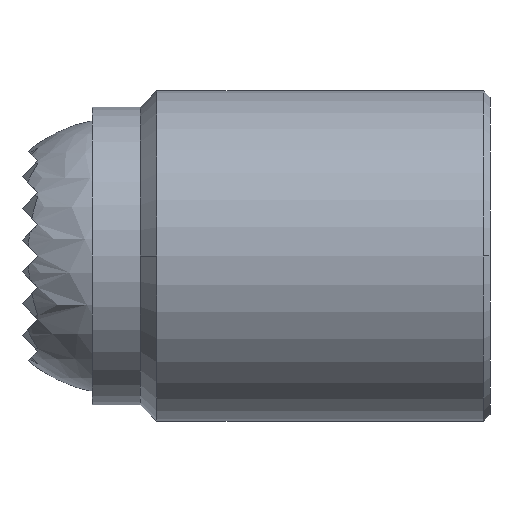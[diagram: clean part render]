
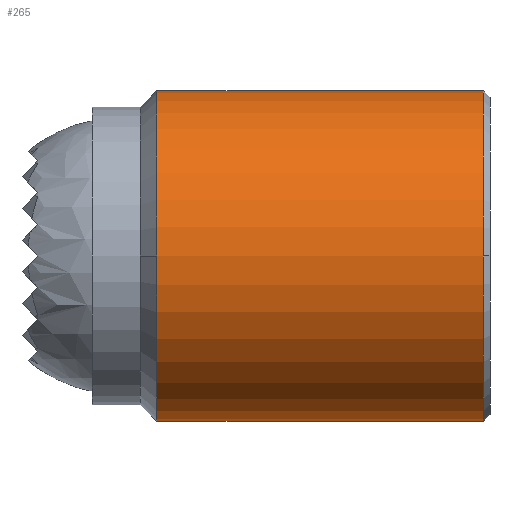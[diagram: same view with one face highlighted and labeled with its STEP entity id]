
A CAD part, front view. The second image highlights one B-rep face of the part: STEP entity #265.
In plain terms, the highlighted cylindrical face has radius 6 mm (diameter 12 mm), a partial arc.
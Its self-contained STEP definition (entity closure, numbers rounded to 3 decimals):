
#265=ADVANCED_FACE('',(#703),#704,.T.);
#703=FACE_OUTER_BOUND('',#1318,.T.);
#704=CYLINDRICAL_SURFACE('',#1319,6.0);
#1318=EDGE_LOOP('',(#2005,#2006,#2007,#2008,#2009,#2010));
#1319=AXIS2_PLACEMENT_3D('',#2011,#2012,#2013);
#2005=ORIENTED_EDGE('',*,*,#3404,.T.);
#2006=ORIENTED_EDGE('',*,*,#3413,.T.);
#2007=ORIENTED_EDGE('',*,*,#3448,.T.);
#2008=ORIENTED_EDGE('',*,*,#3406,.T.);
#2009=ORIENTED_EDGE('',*,*,#3451,.F.);
#2010=ORIENTED_EDGE('',*,*,#3400,.F.);
#2011=CARTESIAN_POINT('',(8.4,0.0,0.0));
#2012=DIRECTION('',(1.0,0.0,0.0));
#2013=DIRECTION('',(0.0,0.0,-1.0));
#3400=EDGE_CURVE('',#3965,#3967,#3968,.T.);
#3404=EDGE_CURVE('',#3965,#3973,#3974,.T.);
#3406=EDGE_CURVE('',#3977,#3975,#3978,.T.);
#3413=EDGE_CURVE('',#3973,#3987,#3989,.T.);
#3448=EDGE_CURVE('',#3987,#3977,#4037,.T.);
#3451=EDGE_CURVE('',#3967,#3975,#4040,.T.);
#3965=VERTEX_POINT('',#4694);
#3967=VERTEX_POINT('',#4696);
#3968=CIRCLE('',#4697,6.0);
#3973=VERTEX_POINT('',#4703);
#3974=LINE('',#4704,#4705);
#3975=VERTEX_POINT('',#4706);
#3977=VERTEX_POINT('',#4708);
#3978=LINE('',#4709,#4710);
#3987=VERTEX_POINT('',#4720);
#3989=CIRCLE('',#4723,6.0);
#4037=CIRCLE('',#4781,6.0);
#4040=CIRCLE('',#4784,6.0);
#4694=CARTESIAN_POINT('',(2.35,0.,-6.0));
#4696=CARTESIAN_POINT('',(2.35,-6.0,0.));
#4697=AXIS2_PLACEMENT_3D('',#5680,#5681,#5682);
#4703=CARTESIAN_POINT('',(14.21,0.,-6.0));
#4704=CARTESIAN_POINT('',(8.4,0.,-6.0));
#4705=VECTOR('',#5687,1.0);
#4706=CARTESIAN_POINT('',(2.35,0.,6.0));
#4708=CARTESIAN_POINT('',(14.21,0.,6.0));
#4709=CARTESIAN_POINT('',(8.4,0.,6.0));
#4710=VECTOR('',#5691,1.0);
#4720=CARTESIAN_POINT('',(14.21,-6.0,0.));
#4723=AXIS2_PLACEMENT_3D('',#5703,#5704,#5705);
#4781=AXIS2_PLACEMENT_3D('',#5752,#5753,#5754);
#4784=AXIS2_PLACEMENT_3D('',#5758,#5759,#5760);
#5680=CARTESIAN_POINT('',(2.35,0.0,0.0));
#5681=DIRECTION('',(-1.0,0.0,0.));
#5682=DIRECTION('',(0.0,1.0,0.0));
#5687=DIRECTION('',(1.0,0.0,0.0));
#5691=DIRECTION('',(-1.0,-0.0,-0.0));
#5703=CARTESIAN_POINT('',(14.21,0.0,0.0));
#5704=DIRECTION('',(-1.0,0.0,0.0));
#5705=DIRECTION('',(0.0,0.0,-1.0));
#5752=CARTESIAN_POINT('',(14.21,0.0,0.0));
#5753=DIRECTION('',(-1.0,0.0,0.0));
#5754=DIRECTION('',(0.0,0.0,-1.0));
#5758=CARTESIAN_POINT('',(2.35,0.0,0.0));
#5759=DIRECTION('',(-1.0,0.0,0.));
#5760=DIRECTION('',(0.0,1.0,0.0));
